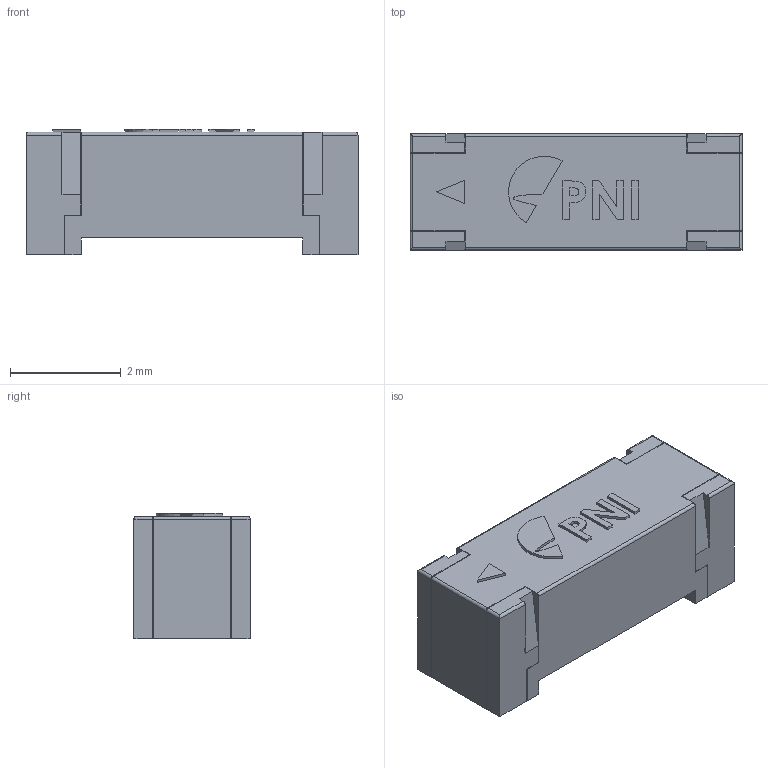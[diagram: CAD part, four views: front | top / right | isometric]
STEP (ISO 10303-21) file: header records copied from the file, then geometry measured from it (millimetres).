
FILE_DESCRIPTION (( 'STEP AP214' ), '1' );
FILE_NAME ('PNI13104.STEP', '2024-01-25T16:03:52', ( '' ), ( '' ), 'SwSTEP 2.0', 'SolidWorks 2021', '' );
FILE_SCHEMA (( 'AUTOMOTIVE_DESIGN' ));
Length unit declared in the file: millimetre
Products named in the file (1): PNI13104
Bounding box: 6 x 2.1 x 2.26 mm (x, y, z)
Volume: 25.2 mm3; surface area: 75.8 mm2
Topology: 1 solids, 1 shells, 135 faces, 377 edges, 250 vertices
Faces by surface type: plane 114, cylinder 14, bspline 7
Entity records: 4633 total; most frequent: CARTESIAN_POINT 1142, ORIENTED_EDGE 754, DIRECTION 637, EDGE_CURVE 377, VECTOR 339, LINE 339, VERTEX_POINT 250, AXIS2_PLACEMENT_3D 149
